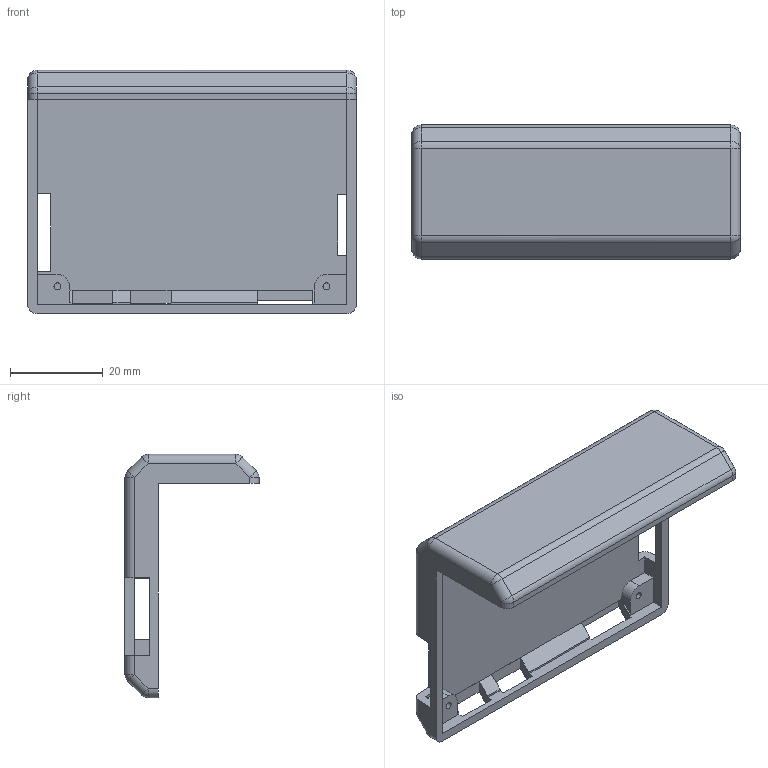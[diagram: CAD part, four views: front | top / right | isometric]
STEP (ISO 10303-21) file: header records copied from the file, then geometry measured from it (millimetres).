
FILE_DESCRIPTION(('FreeCAD Model'),'2;1');
FILE_NAME('Open CASCADE Shape Model','2023-08-16T15:07:05',(''),(''), 'Open CASCADE STEP processor 7.6','FreeCAD','Unknown');
FILE_SCHEMA(('AUTOMOTIVE_DESIGN { 1 0 10303 214 1 1 1 1 }'));
Length unit declared in the file: millimetre
Products named in the file (1): Case_Raspberry
Bounding box: 70.82 x 28.9 x 52.5 mm (x, y, z)
Volume: 12306.7 mm3; surface area: 13127.5 mm2
Topology: 1 solids, 1 shells, 105 faces, 289 edges, 179 vertices
Faces by surface type: plane 63, cylinder 30, sphere 12
Full cylindrical faces by diameter (mm): 1.5 x3
Entity records: 3320 total; most frequent: ORIENTED_EDGE 578, CARTESIAN_POINT 574, DIRECTION 562, EDGE_CURVE 289, LINE 228, VECTOR 228, VERTEX_POINT 179, AXIS2_PLACEMENT_3D 167
